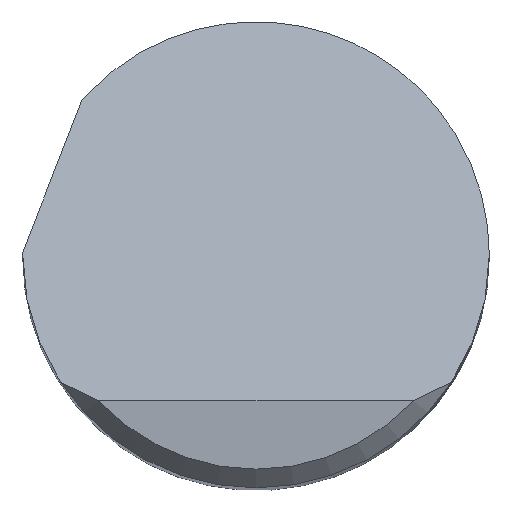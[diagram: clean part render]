
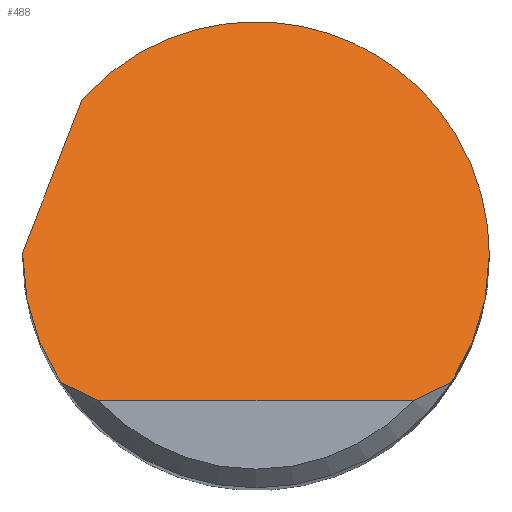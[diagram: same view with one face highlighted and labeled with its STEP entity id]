
A CAD part, top view. The second image highlights one B-rep face of the part: STEP entity #488.
In plain terms, the highlighted planar face has unit normal (0, 0.707, 0.707).
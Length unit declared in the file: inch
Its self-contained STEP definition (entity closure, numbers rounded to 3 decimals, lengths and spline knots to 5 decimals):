
#14 = EDGE_CURVE ( 'NONE', #526, #410, #604, .T. ) ;
#20 = CARTESIAN_POINT ( 'NONE',  ( -0.12629, -0.1175, 2. ) ) ;
#36 = CARTESIAN_POINT ( 'NONE',  ( -0.1875, 0., 1.8825 ) ) ;
#39 = CARTESIAN_POINT ( 'NONE',  ( -0.1875, 0.00067, 1.88183 ) ) ;
#46 = EDGE_CURVE ( 'NONE', #502, #510, #164, .T. ) ;
#49 = VERTEX_POINT ( 'NONE', #342 ) ;
#65 = CARTESIAN_POINT ( 'NONE',  ( -0.14711, -0.10785, 1.99035 ) ) ;
#71 = CARTESIAN_POINT ( 'NONE',  ( 0.1875, -0.03666, 1.91916 ) ) ;
#80 = CARTESIAN_POINT ( 'NONE',  ( 0.157, -0.1025, 1.985 ) ) ;
#83 = CARTESIAN_POINT ( 'NONE',  ( -0.1369, -0.11288, 1.99538 ) ) ;
#94 = ORIENTED_EDGE ( 'NONE', *, *, #182, .F. ) ;
#116 = VECTOR ( 'NONE', #400, 39.37008 ) ;
#119 = CARTESIAN_POINT ( 'NONE',  ( 0.157, -0.1025, 1.985 ) ) ;
#128 =( BOUNDED_CURVE ( )  B_SPLINE_CURVE ( 3, ( #177, #39, #306, #322 ),
 .UNSPECIFIED., .F., .F. ) 
 B_SPLINE_CURVE_WITH_KNOTS ( ( 4, 4 ),
 ( 4.71239, 4.72306 ),
 .UNSPECIFIED. ) 
 CURVE ( )  GEOMETRIC_REPRESENTATION_ITEM ( )  RATIONAL_B_SPLINE_CURVE ( ( 1., 1., 1., 1. ) ) 
 REPRESENTATION_ITEM ( '' )  );
#135 = CARTESIAN_POINT ( 'NONE',  ( -0.157, -0.1025, 1.985 ) ) ;
#160 = CARTESIAN_POINT ( 'NONE',  ( -0.1875, -0.03666, 1.91916 ) ) ;
#164 =( BOUNDED_CURVE ( )  B_SPLINE_CURVE ( 3, ( #805, #542, #160, #214 ),
 .UNSPECIFIED., .F., .F. ) 
 B_SPLINE_CURVE_WITH_KNOTS ( ( 4, 4 ),
 ( 4.13401, 4.71239 ),
 .UNSPECIFIED. ) 
 CURVE ( )  GEOMETRIC_REPRESENTATION_ITEM ( )  RATIONAL_B_SPLINE_CURVE ( ( 1., 0.972, 0.972, 1. ) ) 
 REPRESENTATION_ITEM ( '' )  );
#177 = CARTESIAN_POINT ( 'NONE',  ( -0.1875, 0., 1.8825 ) ) ;
#181 = ORIENTED_EDGE ( 'NONE', *, *, #482, .F. ) ;
#182 = EDGE_CURVE ( 'NONE', #49, #514, #691, .T. ) ;
#189 = ORIENTED_EDGE ( 'NONE', *, *, #425, .F. ) ;
#190 = CARTESIAN_POINT ( 'NONE',  ( 0.12629, -0.1175, 2. ) ) ;
#207 = ORIENTED_EDGE ( 'NONE', *, *, #534, .T. ) ;
#214 = CARTESIAN_POINT ( 'NONE',  ( -0.1875, 0., 1.8825 ) ) ;
#238 =( BOUNDED_CURVE ( )  B_SPLINE_CURVE ( 3, ( #820, #71, #699, #119 ),
 .UNSPECIFIED., .F., .T. ) 
 B_SPLINE_CURVE_WITH_KNOTS ( ( 4, 4 ),
 ( 1.5708, 2.14917 ),
 .UNSPECIFIED. ) 
 CURVE ( )  GEOMETRIC_REPRESENTATION_ITEM ( )  RATIONAL_B_SPLINE_CURVE ( ( 1., 0.972, 0.972, 1. ) ) 
 REPRESENTATION_ITEM ( '' )  );
#249 = VECTOR ( 'NONE', #564, 39.37008 ) ;
#277 = ORIENTED_EDGE ( 'NONE', *, *, #14, .T. ) ;
#292 = CARTESIAN_POINT ( 'NONE',  ( 0., -0.1175, 2. ) ) ;
#302 = CARTESIAN_POINT ( 'NONE',  ( 0.12629, -0.1175, 2. ) ) ;
#306 = CARTESIAN_POINT ( 'NONE',  ( -0.1875, 0.00133, 1.88117 ) ) ;
#322 = CARTESIAN_POINT ( 'NONE',  ( -0.18749, 0.002, 1.8805 ) ) ;
#325 = CARTESIAN_POINT ( 'NONE',  ( 0.157, -0.1025, 1.985 ) ) ;
#337 = CARTESIAN_POINT ( 'NONE',  ( 0.1875, 0., 1.8825 ) ) ;
#342 = CARTESIAN_POINT ( 'NONE',  ( -0.13971, 0.12505, 1.75745 ) ) ;
#384 = VERTEX_POINT ( 'NONE', #453 ) ;
#395 = CARTESIAN_POINT ( 'NONE',  ( 0.1369, -0.11288, 1.99538 ) ) ;
#400 = DIRECTION ( 'NONE',  ( 1., 0., 0. ) ) ;
#410 = VERTEX_POINT ( 'NONE', #302 ) ;
#411 = EDGE_CURVE ( 'NONE', #510, #384, #128, .T. ) ;
#415 = CARTESIAN_POINT ( 'NONE',  ( -0.23064, -0.10912, 1.99162 ) ) ;
#425 = EDGE_CURVE ( 'NONE', #514, #547, #238, .T. ) ;
#428 = CARTESIAN_POINT ( 'NONE',  ( 0.1875, 0., 1.8825 ) ) ;
#453 = CARTESIAN_POINT ( 'NONE',  ( -0.18749, 0.002, 1.8805 ) ) ;
#482 = EDGE_CURVE ( 'NONE', #384, #49, #614, .T. ) ;
#488 = ADVANCED_FACE ( 'NONE', ( #644 ), #825, .F. ) ;
#493 = CARTESIAN_POINT ( 'NONE',  ( -0.1875, -0.1175, 2. ) ) ;
#499 = DIRECTION ( 'NONE',  ( 0., 0.707, -0.707 ) ) ;
#502 = VERTEX_POINT ( 'NONE', #566 ) ;
#510 = VERTEX_POINT ( 'NONE', #36 ) ;
#514 = VERTEX_POINT ( 'NONE', #428 ) ;
#516 = B_SPLINE_CURVE_WITH_KNOTS ( 'NONE', 3,
 ( #135, #65, #83, #20 ),
 .UNSPECIFIED., .F., .F.,
 ( 4, 4 ),
 ( 0., 0.00095 ),
 .UNSPECIFIED. ) ;
#524 = CARTESIAN_POINT ( 'NONE',  ( -0.13971, 0.12505, 1.75745 ) ) ;
#526 = VERTEX_POINT ( 'NONE', #663 ) ;
#534 = EDGE_CURVE ( 'NONE', #502, #526, #516, .T. ) ;
#542 = CARTESIAN_POINT ( 'NONE',  ( -0.17704, -0.0718, 1.9543 ) ) ;
#547 = VERTEX_POINT ( 'NONE', #325 ) ;
#564 = DIRECTION ( 'NONE',  ( 0.265, 0.682, -0.682 ) ) ;
#566 = CARTESIAN_POINT ( 'NONE',  ( -0.157, -0.1025, 1.985 ) ) ;
#581 = B_SPLINE_CURVE_WITH_KNOTS ( 'NONE', 3,
 ( #190, #395, #659, #80 ),
 .UNSPECIFIED., .F., .F.,
 ( 4, 4 ),
 ( 0., 0.00095 ),
 .UNSPECIFIED. ) ;
#604 = LINE ( 'NONE', #292, #116 ) ;
#614 = LINE ( 'NONE', #415, #249 ) ;
#632 = EDGE_CURVE ( 'NONE', #410, #547, #581, .T. ) ;
#638 = ORIENTED_EDGE ( 'NONE', *, *, #46, .F. ) ;
#641 = CARTESIAN_POINT ( 'NONE',  ( 0.1875, 0.20437, 1.67813 ) ) ;
#644 = FACE_OUTER_BOUND ( 'NONE', #748, .T. ) ;
#659 = CARTESIAN_POINT ( 'NONE',  ( 0.14711, -0.10785, 1.99035 ) ) ;
#663 = CARTESIAN_POINT ( 'NONE',  ( -0.12629, -0.1175, 2. ) ) ;
#691 =( BOUNDED_CURVE ( )  B_SPLINE_CURVE ( 3, ( #524, #795, #641, #337 ),
 .UNSPECIFIED., .F., .F. ) 
 B_SPLINE_CURVE_WITH_KNOTS ( ( 4, 4 ),
 ( 5.44247, 7.85398 ),
 .UNSPECIFIED. ) 
 CURVE ( )  GEOMETRIC_REPRESENTATION_ITEM ( )  RATIONAL_B_SPLINE_CURVE ( ( 1., 0.571, 0.571, 1. ) ) 
 REPRESENTATION_ITEM ( '' )  );
#699 = CARTESIAN_POINT ( 'NONE',  ( 0.17704, -0.0718, 1.9543 ) ) ;
#711 = DIRECTION ( 'NONE',  ( 0., -0.707, -0.707 ) ) ;
#733 = ORIENTED_EDGE ( 'NONE', *, *, #632, .T. ) ;
#748 = EDGE_LOOP ( 'NONE', ( #277, #733, #189, #94, #181, #807, #638, #207 ) ) ;
#795 = CARTESIAN_POINT ( 'NONE',  ( -0.00341, 0.27733, 1.60517 ) ) ;
#800 = AXIS2_PLACEMENT_3D ( 'NONE', #493, #711, #499 ) ;
#805 = CARTESIAN_POINT ( 'NONE',  ( -0.157, -0.1025, 1.985 ) ) ;
#807 = ORIENTED_EDGE ( 'NONE', *, *, #411, .F. ) ;
#820 = CARTESIAN_POINT ( 'NONE',  ( 0.1875, 0., 1.8825 ) ) ;
#825 = PLANE ( 'NONE',  #800 ) ;
